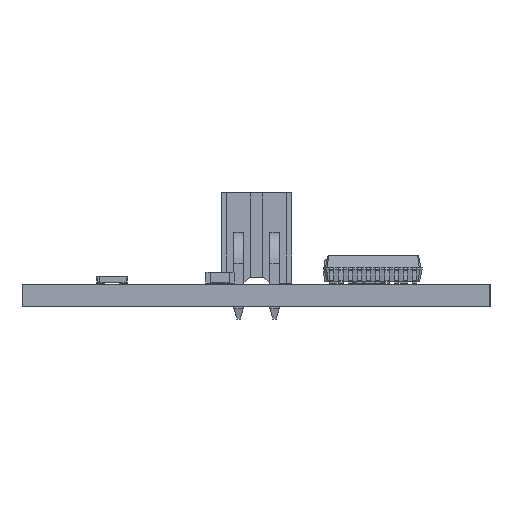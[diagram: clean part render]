
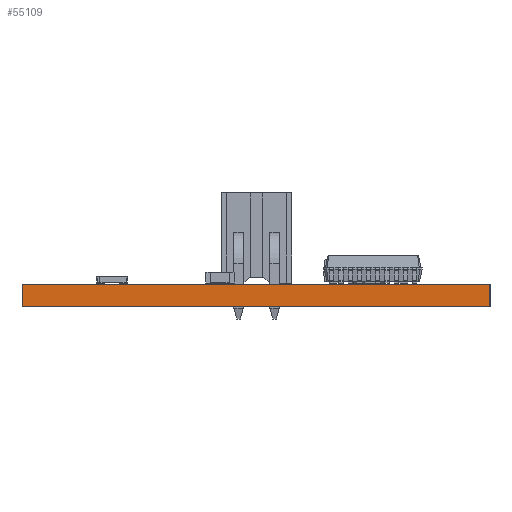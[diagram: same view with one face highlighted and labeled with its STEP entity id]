
A CAD part, left-side view. The second image highlights one B-rep face of the part: STEP entity #55109.
In plain terms, the highlighted planar face has unit normal (-1, 0, 0).
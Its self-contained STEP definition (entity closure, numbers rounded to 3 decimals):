
#55109 = ADVANCED_FACE('',(#55110),#55124,.F.);
#55110 = FACE_BOUND('',#55111,.F.);
#55111 = EDGE_LOOP('',(#55112,#55147,#55175,#55203));
#55112 = ORIENTED_EDGE('',*,*,#55113,.T.);
#55113 = EDGE_CURVE('',#55114,#55116,#55118,.T.);
#55114 = VERTEX_POINT('',#55115);
#55115 = CARTESIAN_POINT('',(0.,0.,0.));
#55116 = VERTEX_POINT('',#55117);
#55117 = CARTESIAN_POINT('',(0.,0.,1.6));
#55118 = SURFACE_CURVE('',#55119,(#55123,#55135),.PCURVE_S1.);
#55119 = LINE('',#55120,#55121);
#55120 = CARTESIAN_POINT('',(0.,0.,0.));
#55121 = VECTOR('',#55122,1.);
#55122 = DIRECTION('',(0.,0.,1.));
#55123 = PCURVE('',#55124,#55129);
#55124 = PLANE('',#55125);
#55125 = AXIS2_PLACEMENT_3D('',#55126,#55127,#55128);
#55126 = CARTESIAN_POINT('',(0.,0.,0.));
#55127 = DIRECTION('',(1.,0.,0.));
#55128 = DIRECTION('',(0.,-1.,0.));
#55129 = DEFINITIONAL_REPRESENTATION('',(#55130),#55134);
#55130 = LINE('',#55131,#55132);
#55131 = CARTESIAN_POINT('',(0.,0.));
#55132 = VECTOR('',#55133,1.);
#55133 = DIRECTION('',(0.,-1.));
#55134 = ( GEOMETRIC_REPRESENTATION_CONTEXT(2) 
PARAMETRIC_REPRESENTATION_CONTEXT() REPRESENTATION_CONTEXT('2D SPACE',''
  ) );
#55135 = PCURVE('',#55136,#55141);
#55136 = PLANE('',#55137);
#55137 = AXIS2_PLACEMENT_3D('',#55138,#55139,#55140);
#55138 = CARTESIAN_POINT('',(90.,0.,0.));
#55139 = DIRECTION('',(0.,-1.,0.));
#55140 = DIRECTION('',(-1.,0.,0.));
#55141 = DEFINITIONAL_REPRESENTATION('',(#55142),#55146);
#55142 = LINE('',#55143,#55144);
#55143 = CARTESIAN_POINT('',(90.,0.));
#55144 = VECTOR('',#55145,1.);
#55145 = DIRECTION('',(0.,-1.));
#55146 = ( GEOMETRIC_REPRESENTATION_CONTEXT(2) 
PARAMETRIC_REPRESENTATION_CONTEXT() REPRESENTATION_CONTEXT('2D SPACE',''
  ) );
#55147 = ORIENTED_EDGE('',*,*,#55148,.T.);
#55148 = EDGE_CURVE('',#55116,#55149,#55151,.T.);
#55149 = VERTEX_POINT('',#55150);
#55150 = CARTESIAN_POINT('',(0.,-33.,1.6));
#55151 = SURFACE_CURVE('',#55152,(#55156,#55163),.PCURVE_S1.);
#55152 = LINE('',#55153,#55154);
#55153 = CARTESIAN_POINT('',(0.,0.,1.6));
#55154 = VECTOR('',#55155,1.);
#55155 = DIRECTION('',(0.,-1.,0.));
#55156 = PCURVE('',#55124,#55157);
#55157 = DEFINITIONAL_REPRESENTATION('',(#55158),#55162);
#55158 = LINE('',#55159,#55160);
#55159 = CARTESIAN_POINT('',(0.,-1.6));
#55160 = VECTOR('',#55161,1.);
#55161 = DIRECTION('',(1.,0.));
#55162 = ( GEOMETRIC_REPRESENTATION_CONTEXT(2) 
PARAMETRIC_REPRESENTATION_CONTEXT() REPRESENTATION_CONTEXT('2D SPACE',''
  ) );
#55163 = PCURVE('',#55164,#55169);
#55164 = PLANE('',#55165);
#55165 = AXIS2_PLACEMENT_3D('',#55166,#55167,#55168);
#55166 = CARTESIAN_POINT('',(0.,0.,1.6));
#55167 = DIRECTION('',(0.,0.,-1.));
#55168 = DIRECTION('',(-1.,0.,0.));
#55169 = DEFINITIONAL_REPRESENTATION('',(#55170),#55174);
#55170 = LINE('',#55171,#55172);
#55171 = CARTESIAN_POINT('',(0.,0.));
#55172 = VECTOR('',#55173,1.);
#55173 = DIRECTION('',(0.,-1.));
#55174 = ( GEOMETRIC_REPRESENTATION_CONTEXT(2) 
PARAMETRIC_REPRESENTATION_CONTEXT() REPRESENTATION_CONTEXT('2D SPACE',''
  ) );
#55175 = ORIENTED_EDGE('',*,*,#55176,.F.);
#55176 = EDGE_CURVE('',#55177,#55149,#55179,.T.);
#55177 = VERTEX_POINT('',#55178);
#55178 = CARTESIAN_POINT('',(0.,-33.,0.));
#55179 = SURFACE_CURVE('',#55180,(#55184,#55191),.PCURVE_S1.);
#55180 = LINE('',#55181,#55182);
#55181 = CARTESIAN_POINT('',(0.,-33.,0.));
#55182 = VECTOR('',#55183,1.);
#55183 = DIRECTION('',(0.,0.,1.));
#55184 = PCURVE('',#55124,#55185);
#55185 = DEFINITIONAL_REPRESENTATION('',(#55186),#55190);
#55186 = LINE('',#55187,#55188);
#55187 = CARTESIAN_POINT('',(33.,0.));
#55188 = VECTOR('',#55189,1.);
#55189 = DIRECTION('',(0.,-1.));
#55190 = ( GEOMETRIC_REPRESENTATION_CONTEXT(2) 
PARAMETRIC_REPRESENTATION_CONTEXT() REPRESENTATION_CONTEXT('2D SPACE',''
  ) );
#55191 = PCURVE('',#55192,#55197);
#55192 = PLANE('',#55193);
#55193 = AXIS2_PLACEMENT_3D('',#55194,#55195,#55196);
#55194 = CARTESIAN_POINT('',(0.,-33.,0.));
#55195 = DIRECTION('',(0.,1.,0.));
#55196 = DIRECTION('',(1.,0.,0.));
#55197 = DEFINITIONAL_REPRESENTATION('',(#55198),#55202);
#55198 = LINE('',#55199,#55200);
#55199 = CARTESIAN_POINT('',(0.,0.));
#55200 = VECTOR('',#55201,1.);
#55201 = DIRECTION('',(0.,-1.));
#55202 = ( GEOMETRIC_REPRESENTATION_CONTEXT(2) 
PARAMETRIC_REPRESENTATION_CONTEXT() REPRESENTATION_CONTEXT('2D SPACE',''
  ) );
#55203 = ORIENTED_EDGE('',*,*,#55204,.F.);
#55204 = EDGE_CURVE('',#55114,#55177,#55205,.T.);
#55205 = SURFACE_CURVE('',#55206,(#55210,#55217),.PCURVE_S1.);
#55206 = LINE('',#55207,#55208);
#55207 = CARTESIAN_POINT('',(0.,0.,0.));
#55208 = VECTOR('',#55209,1.);
#55209 = DIRECTION('',(0.,-1.,0.));
#55210 = PCURVE('',#55124,#55211);
#55211 = DEFINITIONAL_REPRESENTATION('',(#55212),#55216);
#55212 = LINE('',#55213,#55214);
#55213 = CARTESIAN_POINT('',(0.,0.));
#55214 = VECTOR('',#55215,1.);
#55215 = DIRECTION('',(1.,0.));
#55216 = ( GEOMETRIC_REPRESENTATION_CONTEXT(2) 
PARAMETRIC_REPRESENTATION_CONTEXT() REPRESENTATION_CONTEXT('2D SPACE',''
  ) );
#55217 = PCURVE('',#55218,#55223);
#55218 = PLANE('',#55219);
#55219 = AXIS2_PLACEMENT_3D('',#55220,#55221,#55222);
#55220 = CARTESIAN_POINT('',(0.,0.,0.));
#55221 = DIRECTION('',(0.,0.,-1.));
#55222 = DIRECTION('',(-1.,0.,0.));
#55223 = DEFINITIONAL_REPRESENTATION('',(#55224),#55228);
#55224 = LINE('',#55225,#55226);
#55225 = CARTESIAN_POINT('',(0.,0.));
#55226 = VECTOR('',#55227,1.);
#55227 = DIRECTION('',(0.,-1.));
#55228 = ( GEOMETRIC_REPRESENTATION_CONTEXT(2) 
PARAMETRIC_REPRESENTATION_CONTEXT() REPRESENTATION_CONTEXT('2D SPACE',''
  ) );
